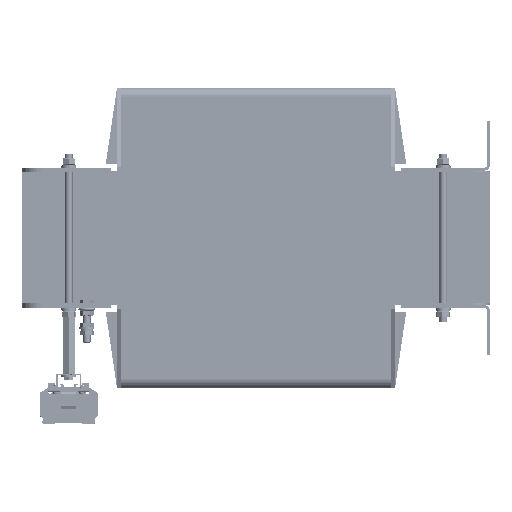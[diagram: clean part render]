
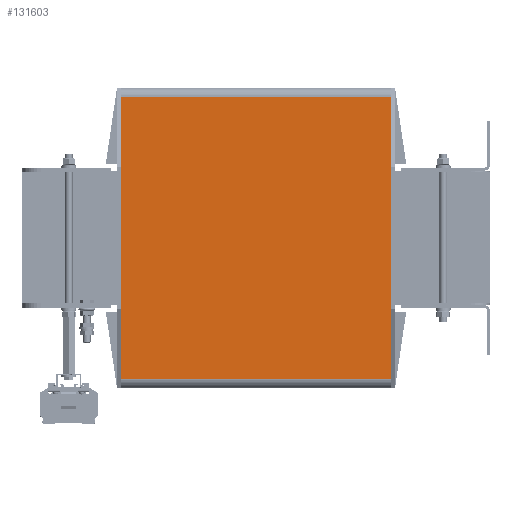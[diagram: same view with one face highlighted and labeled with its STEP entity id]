
A CAD part, left-side view. The second image highlights one B-rep face of the part: STEP entity #131603.
In plain terms, the highlighted planar face has unit normal (-1, 0, 0).
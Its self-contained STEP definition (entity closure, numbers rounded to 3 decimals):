
#22413=FACE_OUTER_BOUND('',#31089,.T.);
#31089=EDGE_LOOP('',(#92254,#92255,#92256,#92257));
#41538=LINE('',#201894,#51529);
#41544=LINE('',#201913,#51535);
#41545=LINE('',#201916,#51536);
#41546=LINE('',#201917,#51537);
#51529=VECTOR('',#158207,10.);
#51535=VECTOR('',#158227,10.);
#51536=VECTOR('',#158230,10.);
#51537=VECTOR('',#158231,10.);
#61294=VERTEX_POINT('',#201891);
#61295=VERTEX_POINT('',#201893);
#61301=VERTEX_POINT('',#201911);
#61302=VERTEX_POINT('',#201915);
#72805=EDGE_CURVE('',#61294,#61295,#41538,.T.);
#72815=EDGE_CURVE('',#61301,#61294,#41544,.T.);
#72816=EDGE_CURVE('',#61302,#61301,#41545,.T.);
#72817=EDGE_CURVE('',#61302,#61295,#41546,.T.);
#92254=ORIENTED_EDGE('',*,*,#72815,.F.);
#92255=ORIENTED_EDGE('',*,*,#72816,.F.);
#92256=ORIENTED_EDGE('',*,*,#72817,.T.);
#92257=ORIENTED_EDGE('',*,*,#72805,.F.);
#128512=PLANE('',#140433);
#131603=ADVANCED_FACE('',(#22413),#128512,.T.);
#140433=AXIS2_PLACEMENT_3D('',#201914,#158228,#158229);
#158207=DIRECTION('',(0.,0.,1.));
#158227=DIRECTION('',(0.,1.,0.));
#158228=DIRECTION('center_axis',(-1.,0.,0.));
#158229=DIRECTION('ref_axis',(0.,0.,
-1.));
#158230=DIRECTION('',(0.,0.,-1.));
#158231=DIRECTION('',(0.,1.,0.));
#201891=CARTESIAN_POINT('',(-300.,144.,-150.5));
#201893=CARTESIAN_POINT('',(-300.,144.,150.5));
#201894=CARTESIAN_POINT('',(-300.,144.,-150.5));
#201911=CARTESIAN_POINT('',(-300.,-144.,-150.5));
#201913=CARTESIAN_POINT('',(-300.,0.,-150.5));
#201914=CARTESIAN_POINT('Origin',(-300.,0.,150.5));
#201915=CARTESIAN_POINT('',(-300.,-144.,150.5));
#201916=CARTESIAN_POINT('',(-300.,-144.,-150.5));
#201917=CARTESIAN_POINT('',(-300.,0.,150.5));
